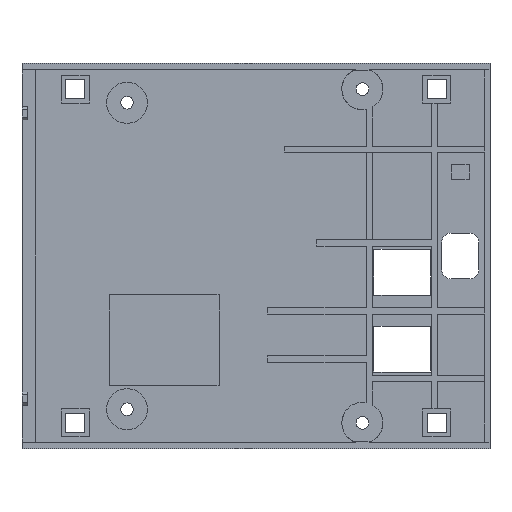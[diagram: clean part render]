
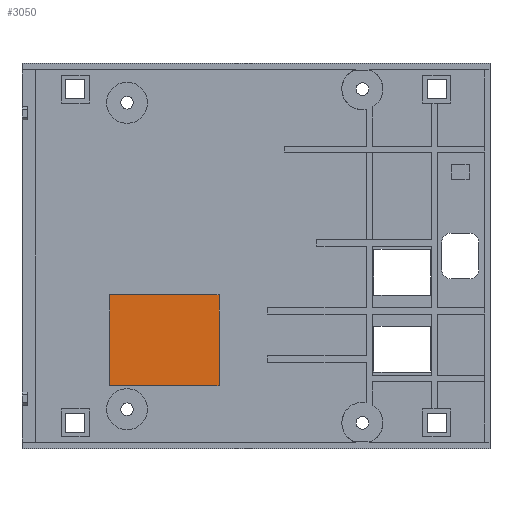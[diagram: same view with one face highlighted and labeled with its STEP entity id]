
A CAD part, front view. The second image highlights one B-rep face of the part: STEP entity #3050.
In plain terms, the highlighted planar face has unit normal (0, -1, 0).
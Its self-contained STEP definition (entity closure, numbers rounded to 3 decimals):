
#77 = VECTOR ( 'NONE', #4575, 1000. ) ;
#241 = EDGE_CURVE ( 'NONE', #2205, #2624, #1093, .T. ) ;
#267 = EDGE_CURVE ( 'NONE', #870, #5189, #2653, .T. ) ;
#390 = CARTESIAN_POINT ( 'NONE',  ( -6.76, 0.5, -7.1 ) ) ;
#564 = CARTESIAN_POINT ( 'NONE',  ( -26.76, 0.5, -7.1 ) ) ;
#594 = ORIENTED_EDGE ( 'NONE', *, *, #267, .T. ) ;
#640 = ORIENTED_EDGE ( 'NONE', *, *, #241, .T. ) ;
#758 = CARTESIAN_POINT ( 'NONE',  ( -26.76, 0.5, -23.7 ) ) ;
#804 = VECTOR ( 'NONE', #1688, 1000. ) ;
#829 = EDGE_CURVE ( 'NONE', #5189, #2205, #5410, .T. ) ;
#870 = VERTEX_POINT ( 'NONE', #4011 ) ;
#1093 = LINE ( 'NONE', #4519, #4926 ) ;
#1124 = AXIS2_PLACEMENT_3D ( 'NONE', #2766, #3262, #5124 ) ;
#1198 = DIRECTION ( 'NONE',  ( -1., 0., 0. ) ) ;
#1248 = CARTESIAN_POINT ( 'NONE',  ( -6.76, 0.5, -23.7 ) ) ;
#1566 = FACE_OUTER_BOUND ( 'NONE', #5931, .T. ) ;
#1688 = DIRECTION ( 'NONE',  ( 1., 0., 0. ) ) ;
#2205 = VERTEX_POINT ( 'NONE', #390 ) ;
#2353 = LINE ( 'NONE', #3651, #2657 ) ;
#2624 = VERTEX_POINT ( 'NONE', #564 ) ;
#2653 = LINE ( 'NONE', #758, #804 ) ;
#2657 = VECTOR ( 'NONE', #4541, 1000. ) ;
#2766 = CARTESIAN_POINT ( 'NONE',  ( 0., 0.5, 0. ) ) ;
#2932 = CARTESIAN_POINT ( 'NONE',  ( -6.76, 0.5, -23.7 ) ) ;
#3050 = ADVANCED_FACE ( 'NONE', ( #1566 ), #3663, .F. ) ;
#3262 = DIRECTION ( 'NONE',  ( 0., 1., 0. ) ) ;
#3651 = CARTESIAN_POINT ( 'NONE',  ( -26.76, 0.5, -23.7 ) ) ;
#3663 = PLANE ( 'NONE',  #1124 ) ;
#4011 = CARTESIAN_POINT ( 'NONE',  ( -26.76, 0.5, -23.7 ) ) ;
#4119 = EDGE_CURVE ( 'NONE', #2624, #870, #2353, .T. ) ;
#4492 = ORIENTED_EDGE ( 'NONE', *, *, #829, .T. ) ;
#4519 = CARTESIAN_POINT ( 'NONE',  ( -26.76, 0.5, -7.1 ) ) ;
#4541 = DIRECTION ( 'NONE',  ( 0., 0., -1. ) ) ;
#4562 = ORIENTED_EDGE ( 'NONE', *, *, #4119, .T. ) ;
#4575 = DIRECTION ( 'NONE',  ( 0., 0., 1. ) ) ;
#4926 = VECTOR ( 'NONE', #1198, 1000. ) ;
#5124 = DIRECTION ( 'NONE',  ( 0., 0., 1. ) ) ;
#5189 = VERTEX_POINT ( 'NONE', #2932 ) ;
#5410 = LINE ( 'NONE', #1248, #77 ) ;
#5931 = EDGE_LOOP ( 'NONE', ( #4562, #594, #4492, #640 ) ) ;
